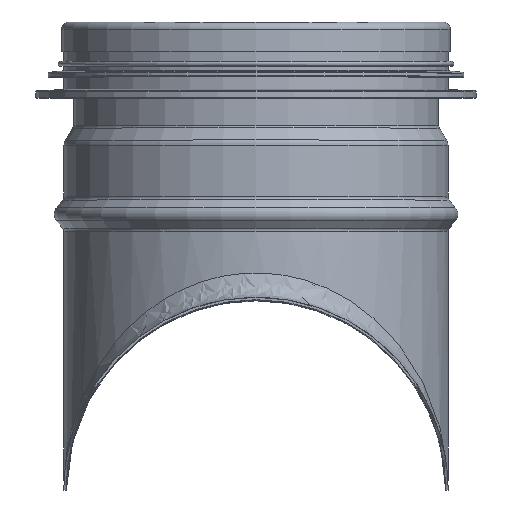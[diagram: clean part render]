
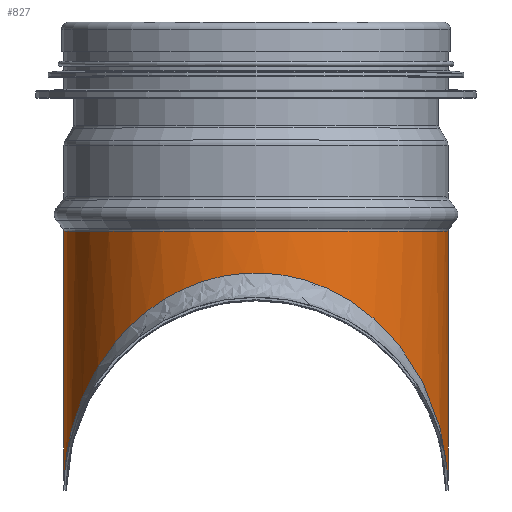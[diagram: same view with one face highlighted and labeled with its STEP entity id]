
A CAD part, top view. The second image highlights one B-rep face of the part: STEP entity #827.
In plain terms, the highlighted cylindrical face has radius 39.025 mm (diameter 78.05 mm), a full revolution.
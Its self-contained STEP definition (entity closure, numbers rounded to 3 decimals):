
#742=CARTESIAN_POINT('',(-38.985,2.,-1.773));
#743=VERTEX_POINT('',#742);
#753=CARTESIAN_POINT('',(38.985,2.,-1.773));
#754=VERTEX_POINT('',#753);
#755=CARTESIAN_POINT('',(0.,0.0,0.0));
#756=DIRECTION('',(0.,-0.663,-0.748));
#757=DIRECTION('',(0.,0.748,-0.663));
#758=AXIS2_PLACEMENT_3D('',#755,#756,#757);
#759=ELLIPSE('',#758,58.832,39.025);
#760=EDGE_CURVE('',#743,#754,#759,.T.);
#783=CARTESIAN_POINT('',(0.,27.25,0.0));
#784=DIRECTION('',(0.,1.0,0.0));
#785=DIRECTION('',(-1.0,0.0,0.0));
#786=AXIS2_PLACEMENT_3D('',#783,#784,#785);
#787=CYLINDRICAL_SURFACE('',#786,39.025);
#788=ORIENTED_EDGE('',*,*,#760,.F.);
#789=CARTESIAN_POINT('',(-38.985,2.,1.773));
#790=VERTEX_POINT('',#789);
#791=CARTESIAN_POINT('',(0.,2.,0.0));
#792=DIRECTION('',(0.0,1.0,0.0));
#793=DIRECTION('',(-1.0,0.0,0.0));
#794=AXIS2_PLACEMENT_3D('',#791,#792,#793);
#795=CIRCLE('',#794,39.025);
#796=EDGE_CURVE('',#743,#790,#795,.T.);
#797=ORIENTED_EDGE('',*,*,#796,.T.);
#798=CARTESIAN_POINT('',(38.985,2.,1.773));
#799=VERTEX_POINT('',#798);
#800=CARTESIAN_POINT('',(0.,0.0,0.0));
#801=DIRECTION('',(0.,-0.663,0.748));
#802=DIRECTION('',(0.,0.748,0.663));
#803=AXIS2_PLACEMENT_3D('',#800,#801,#802);
#804=ELLIPSE('',#803,58.832,39.025);
#805=EDGE_CURVE('',#799,#790,#804,.T.);
#806=ORIENTED_EDGE('',*,*,#805,.F.);
#807=CARTESIAN_POINT('',(0.,2.,0.0));
#808=DIRECTION('',(0.0,1.0,0.0));
#809=DIRECTION('',(-1.0,0.0,0.0));
#810=AXIS2_PLACEMENT_3D('',#807,#808,#809);
#811=CIRCLE('',#810,39.025);
#812=EDGE_CURVE('',#799,#754,#811,.T.);
#813=ORIENTED_EDGE('',*,*,#812,.T.);
#814=EDGE_LOOP('',(#788,#797,#806,#813));
#815=FACE_OUTER_BOUND('',#814,.T.);
#816=CARTESIAN_POINT('',(-39.025,52.5,0.0));
#817=VERTEX_POINT('',#816);
#818=CARTESIAN_POINT('',(0.,52.5,0.0));
#819=DIRECTION('',(0.0,1.0,0.0));
#820=DIRECTION('',(-1.0,0.0,0.0));
#821=AXIS2_PLACEMENT_3D('',#818,#819,#820);
#822=CIRCLE('',#821,39.025);
#823=EDGE_CURVE('',#817,#817,#822,.T.);
#824=ORIENTED_EDGE('',*,*,#823,.F.);
#825=EDGE_LOOP('',(#824));
#826=FACE_BOUND('',#825,.T.);
#827=ADVANCED_FACE('',(#815,#826),#787,.T.);
